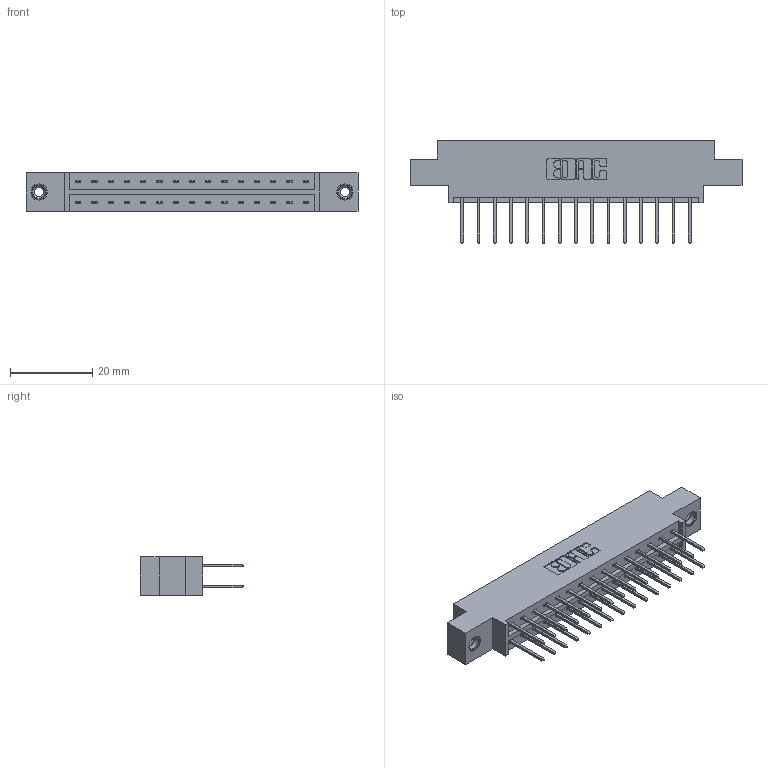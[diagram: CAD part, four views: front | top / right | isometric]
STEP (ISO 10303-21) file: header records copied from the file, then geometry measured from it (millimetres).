
FILE_DESCRIPTION (( 'STEP AP203' ), '1' );
FILE_NAME ('833-030-523-808.STEP', '2020-06-02T12:37:28', ( '' ), ( '' ), 'SwSTEP 2.0', 'SolidWorks 2020', '' );
FILE_SCHEMA (( 'CONFIG_CONTROL_DESIGN' ));
Length unit declared in the file: inch
Products named in the file (4): 345-292-001_345-293-123; 833 Part_Offset - .156 Dia - TI; 345-250-001_345-250-003-102; 833-030-523-808
Assembly tree (33 placements, depth 2):
  833-030-523-808
    833 Part_Offset - .156 Dia - TI
    345-292-001_345-293-123  x30
    345-250-001_345-250-003-102  x2
Bounding box: 80.98 x 25.15 x 9.4 mm (x, y, z)
Volume: 7841.8 mm3; surface area: 9514.4 mm2
Topology: 33 solids, 33 shells, 1738 faces, 5109 edges, 3358 vertices
Faces by surface type: plane 1186, cylinder 536, cone 12, torus 4
Entity records: 14478 total; most frequent: CARTESIAN_POINT 2417, ORIENTED_EDGE 2346, DIRECTION 2143, EDGE_CURVE 1173, LINE 1025, VECTOR 1025, VERTEX_POINT 776, AXIS2_PLACEMENT_3D 559
